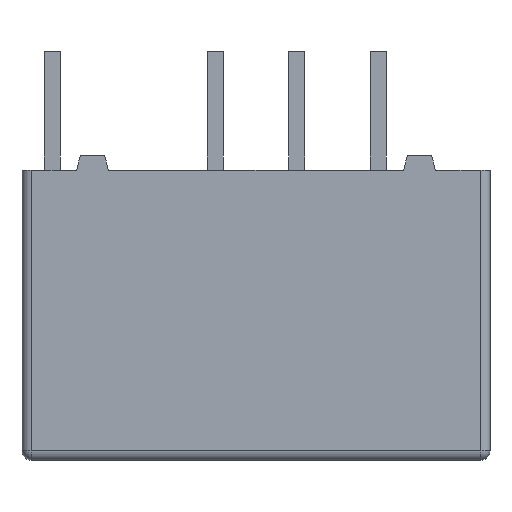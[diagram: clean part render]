
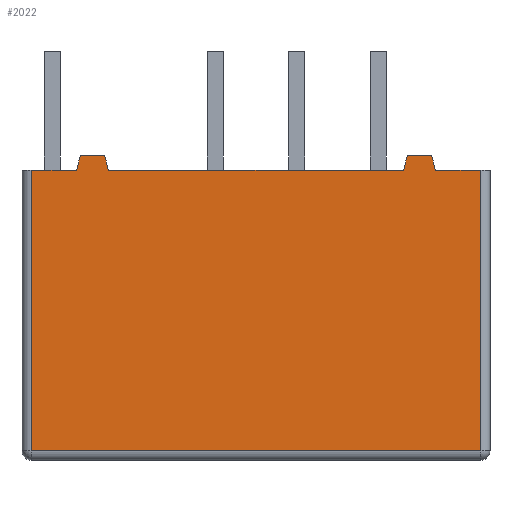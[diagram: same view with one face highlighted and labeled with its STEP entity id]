
A CAD part, front view. The second image highlights one B-rep face of the part: STEP entity #2022.
In plain terms, the highlighted planar face has unit normal (0, -1, 0).
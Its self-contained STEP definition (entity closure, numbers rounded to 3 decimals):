
#227=EDGE_CURVE('',#631,#635,#636,.T.);
#249=EDGE_CURVE('',#665,#668,#669,.T.);
#253=EDGE_CURVE('',#673,#674,#675,.T.);
#323=EDGE_CURVE('',#673,#765,#768,.T.);
#325=EDGE_CURVE('',#665,#770,#771,.T.);
#327=EDGE_CURVE('',#770,#773,#774,.T.);
#329=EDGE_CURVE('',#773,#635,#776,.T.);
#331=EDGE_CURVE('',#631,#778,#779,.T.);
#333=EDGE_CURVE('',#778,#781,#782,.T.);
#335=EDGE_CURVE('',#781,#674,#784,.T.);
#337=EDGE_CURVE('',#786,#765,#787,.T.);
#339=EDGE_CURVE('',#668,#786,#789,.T.);
#631=VERTEX_POINT('',#1156);
#635=VERTEX_POINT('',#1162);
#636=LINE('',#1163,#1164);
#665=VERTEX_POINT('',#1211);
#668=VERTEX_POINT('',#1216);
#669=LINE('',#1217,#1218);
#673=VERTEX_POINT('',#1224);
#674=VERTEX_POINT('',#1225);
#675=LINE('',#1226,#1227);
#765=VERTEX_POINT('',#1381);
#768=LINE('',#1385,#1386);
#770=VERTEX_POINT('',#1389);
#771=LINE('',#1390,#1391);
#773=VERTEX_POINT('',#1394);
#774=LINE('',#1395,#1396);
#776=LINE('',#1399,#1400);
#778=VERTEX_POINT('',#1403);
#779=LINE('',#1404,#1405);
#781=VERTEX_POINT('',#1408);
#782=LINE('',#1409,#1410);
#784=LINE('',#1413,#1414);
#786=VERTEX_POINT('',#1417);
#787=LINE('',#1418,#1419);
#789=LINE('',#1422,#1423);
#1156=CARTESIAN_POINT('',(-4.6,-3.6,-0.45));
#1162=CARTESIAN_POINT('',(4.6,-3.6,-0.45));
#1163=CARTESIAN_POINT('',(-4.6,-3.6,-0.45));
#1164=VECTOR('',#2095,9.2);
#1211=CARTESIAN_POINT('',(5.6,-3.6,-0.45));
#1216=CARTESIAN_POINT('',(7.0,-3.6,-0.45));
#1217=CARTESIAN_POINT('',(5.6,-3.6,-0.45));
#1218=VECTOR('',#2108,1.4);
#1224=CARTESIAN_POINT('',(-7.0,-3.6,-0.45));
#1225=CARTESIAN_POINT('',(-5.6,-3.6,-0.45));
#1226=CARTESIAN_POINT('',(-7.0,-3.6,-0.45));
#1227=VECTOR('',#2112,1.4);
#1381=CARTESIAN_POINT('',(-7.0,-3.6,-9.2));
#1385=CARTESIAN_POINT('',(-7.0,-3.6,-0.45));
#1386=VECTOR('',#2155,8.75);
#1389=CARTESIAN_POINT('',(5.479,-3.6,0.0));
#1390=CARTESIAN_POINT('',(5.6,-3.6,-0.45));
#1391=VECTOR('',#2156,0.466);
#1394=CARTESIAN_POINT('',(4.721,-3.6,0.0));
#1395=CARTESIAN_POINT('',(5.479,-3.6,0.0));
#1396=VECTOR('',#2157,0.759);
#1399=CARTESIAN_POINT('',(4.721,-3.6,0.0));
#1400=VECTOR('',#2158,0.466);
#1403=CARTESIAN_POINT('',(-4.721,-3.6,0.0));
#1404=CARTESIAN_POINT('',(-4.6,-3.6,-0.45));
#1405=VECTOR('',#2159,0.466);
#1408=CARTESIAN_POINT('',(-5.479,-3.6,0.0));
#1409=CARTESIAN_POINT('',(-4.721,-3.6,0.0));
#1410=VECTOR('',#2160,0.759);
#1413=CARTESIAN_POINT('',(-5.479,-3.6,0.0));
#1414=VECTOR('',#2161,0.466);
#1417=CARTESIAN_POINT('',(7.0,-3.6,-9.2));
#1418=CARTESIAN_POINT('',(7.0,-3.6,-9.2));
#1419=VECTOR('',#2162,14.0);
#1422=CARTESIAN_POINT('',(7.0,-3.6,-0.45));
#1423=VECTOR('',#2163,8.75);
#2022=ADVANCED_FACE('',(#2337),#2338,.T.);
#2095=DIRECTION('',(1.0,0.0,0.0));
#2108=DIRECTION('',(1.0,0.0,0.0));
#2112=DIRECTION('',(1.0,0.0,0.0));
#2155=DIRECTION('',(0.0,0.0,-1.0));
#2156=DIRECTION('',(-0.259,0.0,0.966));
#2157=DIRECTION('',(-1.0,0.0,0.0));
#2158=DIRECTION('',(-0.259,0.0,-0.966));
#2159=DIRECTION('',(-0.259,0.0,0.966));
#2160=DIRECTION('',(-1.0,0.0,0.0));
#2161=DIRECTION('',(-0.259,0.0,-0.966));
#2162=DIRECTION('',(-1.0,0.0,0.0));
#2163=DIRECTION('',(0.0,0.0,-1.0));
#2337=FACE_OUTER_BOUND('',#2502,.T.);
#2338=PLANE('',#2503);
#2502=EDGE_LOOP('',(#2750,#2751,#2752,#2753,#2754,#2755,#2756,#2757,#2758,#2759,#2760,#2761));
#2503=AXIS2_PLACEMENT_3D('',#2762,#2763,#2764);
#2750=ORIENTED_EDGE('',*,*,#249,.F.);
#2751=ORIENTED_EDGE('',*,*,#325,.T.);
#2752=ORIENTED_EDGE('',*,*,#327,.T.);
#2753=ORIENTED_EDGE('',*,*,#329,.T.);
#2754=ORIENTED_EDGE('',*,*,#227,.F.);
#2755=ORIENTED_EDGE('',*,*,#331,.T.);
#2756=ORIENTED_EDGE('',*,*,#333,.T.);
#2757=ORIENTED_EDGE('',*,*,#335,.T.);
#2758=ORIENTED_EDGE('',*,*,#253,.F.);
#2759=ORIENTED_EDGE('',*,*,#323,.T.);
#2760=ORIENTED_EDGE('',*,*,#337,.F.);
#2761=ORIENTED_EDGE('',*,*,#339,.F.);
#2762=CARTESIAN_POINT('',(-7.3,-3.6,-0.45));
#2763=DIRECTION('',(0.0,-1.0,0.0));
#2764=DIRECTION('',(0.0,0.0,-1.0));
